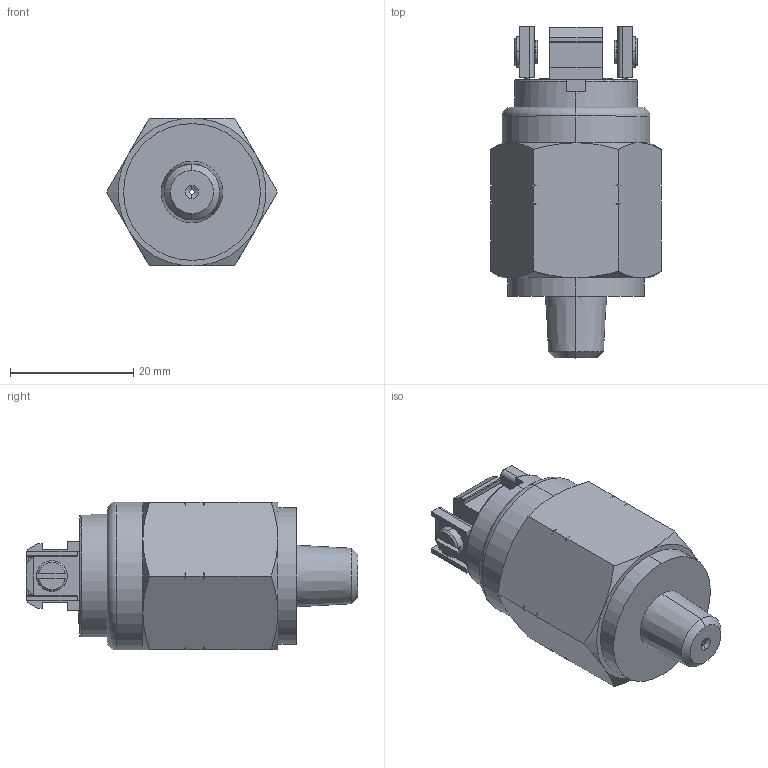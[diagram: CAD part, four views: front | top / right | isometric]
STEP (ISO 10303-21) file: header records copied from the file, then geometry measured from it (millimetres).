
FILE_DESCRIPTION (( 'STEP AP214' ), '1' );
FILE_NAME ('41BV.STEP', '2020-02-10T07:44:39', ( '' ), ( '' ), 'SwSTEP 2.0', 'SolidWorks 2019', '' );
FILE_SCHEMA (( 'AUTOMOTIVE_DESIGN' ));
Length unit declared in the file: millimetre
Products named in the file (1): 41BV
Bounding box: 27.71 x 53.87 x 24 mm (x, y, z)
Surface area: 5682.9 mm2 (no closed solid volume)
Topology: 0 solids, 10 shells, 390 faces, 1866 edges, 1397 vertices
Faces by surface type: plane 257, cylinder 50, cone 50, bspline 25, torus 8
Entity records: 24188 total; most frequent: CARTESIAN_POINT 6013, ORIENTED_EDGE 2716, DIRECTION 2490, EDGE_CURVE 1866, VERTEX_POINT 1397, LINE 1266, VECTOR 1266, AXIS2_PLACEMENT_3D 612
